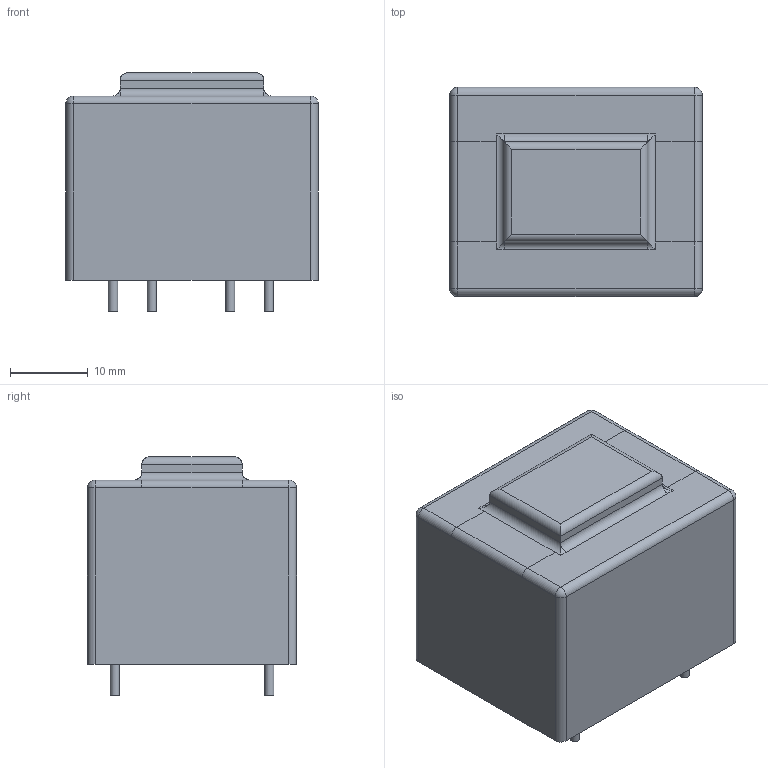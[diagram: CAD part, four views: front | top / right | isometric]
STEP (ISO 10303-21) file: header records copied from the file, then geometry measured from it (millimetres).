
FILE_DESCRIPTION(('FreeCAD Model'),'2;1');
FILE_NAME('Open CASCADE Shape Model','2022-11-09T13:08:49',(''),(''), 'Open CASCADE STEP processor 7.6','FreeCAD','Unknown');
FILE_SCHEMA(('AUTOMOTIVE_DESIGN { 1 0 10303 214 1 1 1 1 }'));
Length unit declared in the file: millimetre
Products named in the file (1): Pad001
Bounding box: 32.5 x 26.9 x 30.7 mm (x, y, z)
Volume: 21408.9 mm3; surface area: 4665 mm2
Topology: 1 solids, 1 shells, 50 faces, 108 edges, 60 vertices
Faces by surface type: cylinder 28, plane 18, sphere 4
Full cylindrical faces by diameter (mm): 1.173 x1, 1.174 x1, 1.184 x1, 1.211 x1
Entity records: 3108 total; most frequent: CARTESIAN_POINT 627, DIRECTION 396, LINE 212, VECTOR 212, ORIENTED_EDGE 208, PCURVE 208, DEFINITIONAL_REPRESENTATION 208, EDGE_CURVE 104
